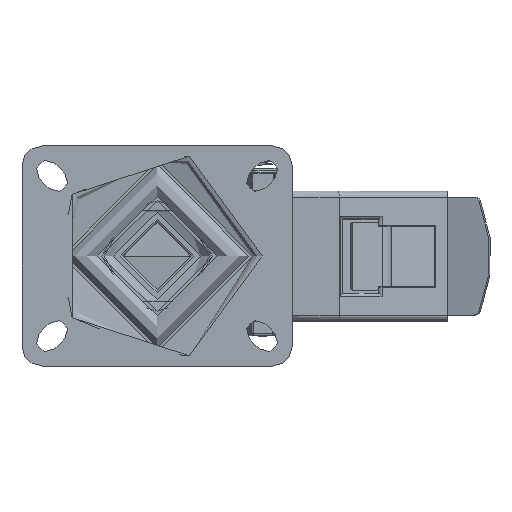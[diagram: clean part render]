
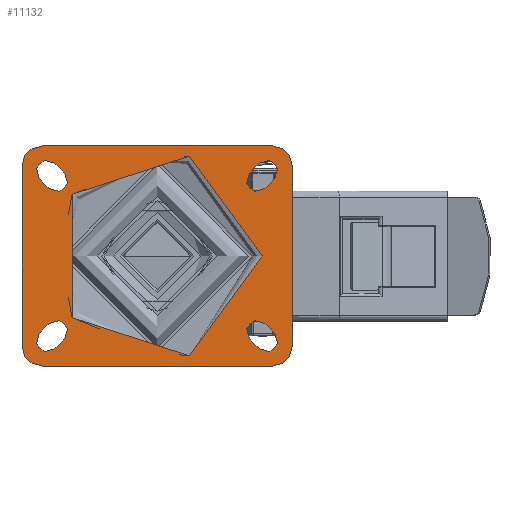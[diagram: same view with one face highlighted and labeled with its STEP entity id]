
A CAD part, top view. The second image highlights one B-rep face of the part: STEP entity #11132.
In plain terms, the highlighted planar face has unit normal (0, 0, 1).
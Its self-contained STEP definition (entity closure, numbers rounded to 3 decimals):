
#517=FACE_BOUND('',#1946,.T.);
#518=FACE_BOUND('',#1947,.T.);
#519=FACE_BOUND('',#1948,.T.);
#520=FACE_BOUND('',#1949,.T.);
#521=FACE_BOUND('',#1950,.T.);
#637=PLANE('',#12067);
#1281=FACE_OUTER_BOUND('',#1945,.T.);
#1945=EDGE_LOOP('',(#7912,#7913,#7914,#7915,#7916,#7917,#7918,#7919));
#1946=EDGE_LOOP('',(#7920));
#1947=EDGE_LOOP('',(#7921,#7922,#7923,#7924));
#1948=EDGE_LOOP('',(#7925,#7926,#7927,#7928));
#1949=EDGE_LOOP('',(#7929,#7930,#7931,#7932));
#1950=EDGE_LOOP('',(#7933,#7934,#7935,#7936));
#2678=LINE('',#19449,#3545);
#2679=LINE('',#19450,#3546);
#2680=LINE('',#19451,#3547);
#2681=LINE('',#19452,#3548);
#2682=LINE('',#19453,#3549);
#2683=LINE('',#19454,#3550);
#2684=LINE('',#19455,#3551);
#2685=LINE('',#19456,#3552);
#2686=LINE('',#19457,#3553);
#2687=LINE('',#19458,#3554);
#2688=LINE('',#19459,#3555);
#2689=LINE('',#19460,#3556);
#3545=VECTOR('',#13555,1000.);
#3546=VECTOR('',#13556,1000.);
#3547=VECTOR('',#13557,1000.);
#3548=VECTOR('',#13558,1000.);
#3549=VECTOR('',#13559,1000.);
#3550=VECTOR('',#13560,1000.);
#3551=VECTOR('',#13561,1000.);
#3552=VECTOR('',#13562,1000.);
#3553=VECTOR('',#13563,1000.);
#3554=VECTOR('',#13564,1000.);
#3555=VECTOR('',#13565,1000.);
#3556=VECTOR('',#13566,1000.);
#4338=CIRCLE('',#11911,5.5);
#4341=CIRCLE('',#11915,5.5);
#4342=CIRCLE('',#11917,5.5);
#4345=CIRCLE('',#11921,5.5);
#4346=CIRCLE('',#11923,5.5);
#4349=CIRCLE('',#11927,5.5);
#4350=CIRCLE('',#11929,5.5);
#4353=CIRCLE('',#11933,5.5);
#4354=CIRCLE('',#11935,10.);
#4356=CIRCLE('',#11938,10.);
#4358=CIRCLE('',#11941,10.);
#4360=CIRCLE('',#11944,10.);
#4367=CIRCLE('',#11953,52.494);
#4863=VERTEX_POINT('',#16531);
#4864=VERTEX_POINT('',#16532);
#4869=VERTEX_POINT('',#16543);
#4870=VERTEX_POINT('',#16545);
#4871=VERTEX_POINT('',#16549);
#4872=VERTEX_POINT('',#16550);
#4877=VERTEX_POINT('',#16561);
#4878=VERTEX_POINT('',#16563);
#4879=VERTEX_POINT('',#16567);
#4880=VERTEX_POINT('',#16568);
#4885=VERTEX_POINT('',#16579);
#4886=VERTEX_POINT('',#16581);
#4887=VERTEX_POINT('',#16585);
#4888=VERTEX_POINT('',#16586);
#4893=VERTEX_POINT('',#16597);
#4894=VERTEX_POINT('',#16599);
#4895=VERTEX_POINT('',#16603);
#4896=VERTEX_POINT('',#16604);
#4899=VERTEX_POINT('',#16612);
#4900=VERTEX_POINT('',#16613);
#4903=VERTEX_POINT('',#16621);
#4904=VERTEX_POINT('',#16622);
#4907=VERTEX_POINT('',#16630);
#4908=VERTEX_POINT('',#16631);
#4914=VERTEX_POINT('',#16647);
#5911=EDGE_CURVE('',#4863,#4864,#4338,.T.);
#5917=EDGE_CURVE('',#4870,#4869,#4341,.T.);
#5919=EDGE_CURVE('',#4871,#4872,#4342,.T.);
#5925=EDGE_CURVE('',#4878,#4877,#4345,.T.);
#5927=EDGE_CURVE('',#4879,#4880,#4346,.T.);
#5933=EDGE_CURVE('',#4886,#4885,#4349,.T.);
#5935=EDGE_CURVE('',#4887,#4888,#4350,.T.);
#5941=EDGE_CURVE('',#4894,#4893,#4353,.T.);
#5943=EDGE_CURVE('',#4895,#4896,#4354,.T.);
#5947=EDGE_CURVE('',#4899,#4900,#4356,.T.);
#5951=EDGE_CURVE('',#4903,#4904,#4358,.T.);
#5955=EDGE_CURVE('',#4907,#4908,#4360,.T.);
#5964=EDGE_CURVE('',#4914,#4914,#4367,.T.);
#6110=EDGE_CURVE('',#4900,#4903,#2678,.T.);
#6111=EDGE_CURVE('',#4896,#4899,#2679,.T.);
#6112=EDGE_CURVE('',#4908,#4895,#2680,.T.);
#6113=EDGE_CURVE('',#4904,#4907,#2681,.T.);
#6114=EDGE_CURVE('',#4869,#4863,#2682,.T.);
#6115=EDGE_CURVE('',#4864,#4870,#2683,.T.);
#6116=EDGE_CURVE('',#4877,#4871,#2684,.T.);
#6117=EDGE_CURVE('',#4872,#4878,#2685,.T.);
#6118=EDGE_CURVE('',#4885,#4879,#2686,.T.);
#6119=EDGE_CURVE('',#4880,#4886,#2687,.T.);
#6120=EDGE_CURVE('',#4893,#4887,#2688,.T.);
#6121=EDGE_CURVE('',#4888,#4894,#2689,.T.);
#7912=ORIENTED_EDGE('',*,*,#5951,.F.);
#7913=ORIENTED_EDGE('',*,*,#6110,.F.);
#7914=ORIENTED_EDGE('',*,*,#5947,.F.);
#7915=ORIENTED_EDGE('',*,*,#6111,.F.);
#7916=ORIENTED_EDGE('',*,*,#5943,.F.);
#7917=ORIENTED_EDGE('',*,*,#6112,.F.);
#7918=ORIENTED_EDGE('',*,*,#5955,.F.);
#7919=ORIENTED_EDGE('',*,*,#6113,.F.);
#7920=ORIENTED_EDGE('',*,*,#5964,.F.);
#7921=ORIENTED_EDGE('',*,*,#6114,.T.);
#7922=ORIENTED_EDGE('',*,*,#5911,.T.);
#7923=ORIENTED_EDGE('',*,*,#6115,.T.);
#7924=ORIENTED_EDGE('',*,*,#5917,.T.);
#7925=ORIENTED_EDGE('',*,*,#6116,.T.);
#7926=ORIENTED_EDGE('',*,*,#5919,.T.);
#7927=ORIENTED_EDGE('',*,*,#6117,.T.);
#7928=ORIENTED_EDGE('',*,*,#5925,.T.);
#7929=ORIENTED_EDGE('',*,*,#6118,.T.);
#7930=ORIENTED_EDGE('',*,*,#5927,.T.);
#7931=ORIENTED_EDGE('',*,*,#6119,.T.);
#7932=ORIENTED_EDGE('',*,*,#5933,.T.);
#7933=ORIENTED_EDGE('',*,*,#6120,.T.);
#7934=ORIENTED_EDGE('',*,*,#5935,.T.);
#7935=ORIENTED_EDGE('',*,*,#6121,.T.);
#7936=ORIENTED_EDGE('',*,*,#5941,.T.);
#11132=ADVANCED_FACE('',(#1281,#517,#518,#519,#520,#521),#637,.T.);
#11911=AXIS2_PLACEMENT_3D('',#16533,#13167,#13168);
#11915=AXIS2_PLACEMENT_3D('',#16546,#13178,#13179);
#11917=AXIS2_PLACEMENT_3D('',#16551,#13183,#13184);
#11921=AXIS2_PLACEMENT_3D('',#16564,#13194,#13195);
#11923=AXIS2_PLACEMENT_3D('',#16569,#13199,#13200);
#11927=AXIS2_PLACEMENT_3D('',#16582,#13210,#13211);
#11929=AXIS2_PLACEMENT_3D('',#16587,#13215,#13216);
#11933=AXIS2_PLACEMENT_3D('',#16600,#13226,#13227);
#11935=AXIS2_PLACEMENT_3D('',#16605,#13231,#13232);
#11938=AXIS2_PLACEMENT_3D('',#16614,#13239,#13240);
#11941=AXIS2_PLACEMENT_3D('',#16623,#13247,#13248);
#11944=AXIS2_PLACEMENT_3D('',#16632,#13255,#13256);
#11953=AXIS2_PLACEMENT_3D('',#16649,#13275,#13276);
#12067=AXIS2_PLACEMENT_3D('',#19448,#13553,#13554);
#13167=DIRECTION('center_axis',(0.,0.,-1.));
#13168=DIRECTION('ref_axis',(1.,0.,0.));
#13178=DIRECTION('center_axis',(0.,0.,-1.));
#13179=DIRECTION('ref_axis',(1.,0.,0.));
#13183=DIRECTION('center_axis',(0.,0.,-1.));
#13184=DIRECTION('ref_axis',(1.,0.,0.));
#13194=DIRECTION('center_axis',(0.,0.,-1.));
#13195=DIRECTION('ref_axis',(1.,0.,0.));
#13199=DIRECTION('center_axis',(0.,0.,-1.));
#13200=DIRECTION('ref_axis',(-1.,0.,0.));
#13210=DIRECTION('center_axis',(0.,0.,-1.));
#13211=DIRECTION('ref_axis',(-1.,0.,0.));
#13215=DIRECTION('center_axis',(0.,0.,-1.));
#13216=DIRECTION('ref_axis',(-1.,0.,0.));
#13226=DIRECTION('center_axis',(0.,0.,-1.));
#13227=DIRECTION('ref_axis',(-1.,0.,0.));
#13231=DIRECTION('center_axis',(0.,0.,-1.));
#13232=DIRECTION('ref_axis',(0.707,0.707,0.));
#13239=DIRECTION('center_axis',(0.,0.,-1.));
#13240=DIRECTION('ref_axis',(0.707,-0.707,0.));
#13247=DIRECTION('center_axis',(0.,0.,-1.));
#13248=DIRECTION('ref_axis',(-0.707,-0.707,0.));
#13255=DIRECTION('center_axis',(0.,0.,-1.));
#13256=DIRECTION('ref_axis',(-0.707,0.707,0.));
#13275=DIRECTION('center_axis',(0.,0.,1.));
#13276=DIRECTION('ref_axis',(-1.,0.,0.));
#13553=DIRECTION('center_axis',(0.,0.,1.));
#13554=DIRECTION('ref_axis',(1.,0.,0.));
#13555=DIRECTION('',(-1.,0.,0.));
#13556=DIRECTION('',(0.,-1.,0.));
#13557=DIRECTION('',(1.,0.,0.));
#13558=DIRECTION('',(0.,1.,0.));
#13559=DIRECTION('',(0.707,-0.707,0.));
#13560=DIRECTION('',(-0.707,0.707,0.));
#13561=DIRECTION('',(0.707,0.707,0.));
#13562=DIRECTION('',(-0.707,-0.707,0.));
#13563=DIRECTION('',(-0.707,-0.707,0.));
#13564=DIRECTION('',(0.707,0.707,0.));
#13565=DIRECTION('',(-0.707,0.707,0.));
#13566=DIRECTION('',(0.707,-0.707,0.));
#16531=CARTESIAN_POINT('',(-46.136,41.414,0.));
#16532=CARTESIAN_POINT('',(-53.914,33.636,0.));
#16533=CARTESIAN_POINT('Origin',(-50.025,37.525,0.));
#16543=CARTESIAN_POINT('',(-51.086,46.364,0.));
#16545=CARTESIAN_POINT('',(-58.864,38.586,0.));
#16546=CARTESIAN_POINT('Origin',(-54.975,42.475,0.));
#16549=CARTESIAN_POINT('',(-53.914,-33.636,0.));
#16550=CARTESIAN_POINT('',(-46.136,-41.414,0.));
#16551=CARTESIAN_POINT('Origin',(-50.025,-37.525,0.));
#16561=CARTESIAN_POINT('',(-58.864,-38.586,0.));
#16563=CARTESIAN_POINT('',(-51.086,-46.364,0.));
#16564=CARTESIAN_POINT('Origin',(-54.975,-42.475,0.));
#16567=CARTESIAN_POINT('',(53.914,33.636,0.));
#16568=CARTESIAN_POINT('',(46.136,41.414,0.));
#16569=CARTESIAN_POINT('Origin',(50.025,37.525,0.));
#16579=CARTESIAN_POINT('',(58.864,38.586,0.));
#16581=CARTESIAN_POINT('',(51.086,46.364,0.));
#16582=CARTESIAN_POINT('Origin',(54.975,42.475,0.));
#16585=CARTESIAN_POINT('',(46.136,-41.414,0.));
#16586=CARTESIAN_POINT('',(53.914,-33.636,0.));
#16587=CARTESIAN_POINT('Origin',(50.025,-37.525,0.));
#16597=CARTESIAN_POINT('',(51.086,-46.364,0.));
#16599=CARTESIAN_POINT('',(58.864,-38.586,0.));
#16600=CARTESIAN_POINT('Origin',(54.975,-42.475,0.));
#16603=CARTESIAN_POINT('',(57.5,55.,0.));
#16604=CARTESIAN_POINT('',(67.5,45.,0.));
#16605=CARTESIAN_POINT('Origin',(57.5,45.,0.));
#16612=CARTESIAN_POINT('',(67.5,-45.,0.));
#16613=CARTESIAN_POINT('',(57.5,-55.,0.));
#16614=CARTESIAN_POINT('Origin',(57.5,-45.,0.));
#16621=CARTESIAN_POINT('',(-57.5,-55.,0.));
#16622=CARTESIAN_POINT('',(-67.5,-45.,0.));
#16623=CARTESIAN_POINT('Origin',(-57.5,-45.,0.));
#16630=CARTESIAN_POINT('',(-67.5,45.,0.));
#16631=CARTESIAN_POINT('',(-57.5,55.,0.));
#16632=CARTESIAN_POINT('Origin',(-57.5,45.,0.));
#16647=CARTESIAN_POINT('',(52.494,0.,0.));
#16649=CARTESIAN_POINT('Origin',(0.,0.,0.));
#19448=CARTESIAN_POINT('Origin',(0.,0.,0.));
#19449=CARTESIAN_POINT('',(67.5,-55.,0.));
#19450=CARTESIAN_POINT('',(67.5,55.,0.));
#19451=CARTESIAN_POINT('',(-67.5,55.,0.));
#19452=CARTESIAN_POINT('',(-67.5,-55.,0.));
#19453=CARTESIAN_POINT('',(-51.086,46.364,0.));
#19454=CARTESIAN_POINT('',(-58.864,38.586,0.));
#19455=CARTESIAN_POINT('',(-58.864,-38.586,0.));
#19456=CARTESIAN_POINT('',(-51.086,-46.364,0.));
#19457=CARTESIAN_POINT('',(58.864,38.586,0.));
#19458=CARTESIAN_POINT('',(51.086,46.364,0.));
#19459=CARTESIAN_POINT('',(51.086,-46.364,0.));
#19460=CARTESIAN_POINT('',(58.864,-38.586,0.));
